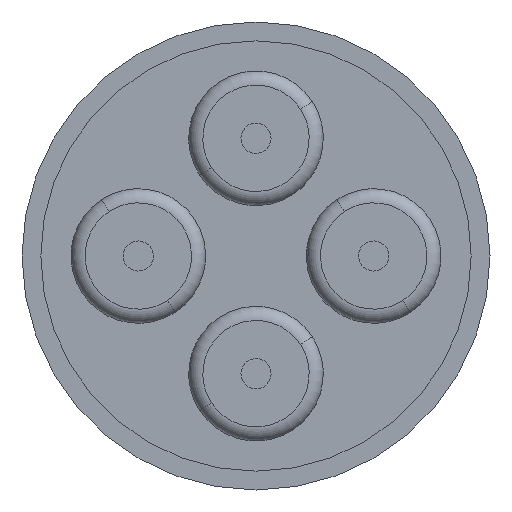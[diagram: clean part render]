
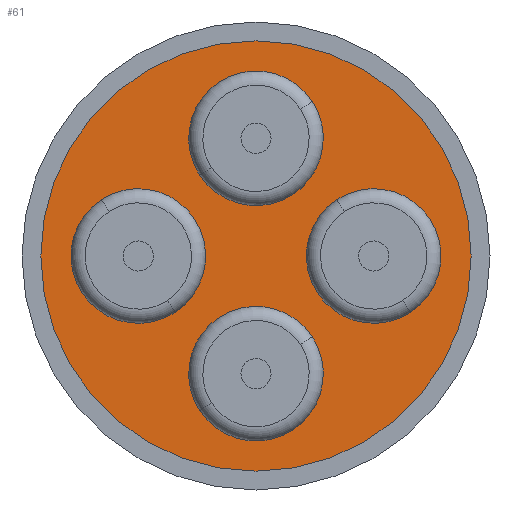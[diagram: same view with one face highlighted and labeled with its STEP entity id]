
A CAD part, front view. The second image highlights one B-rep face of the part: STEP entity #61.
In plain terms, the highlighted planar face has unit normal (0, -1, 0).
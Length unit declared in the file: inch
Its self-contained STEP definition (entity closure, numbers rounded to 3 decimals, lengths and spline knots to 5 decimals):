
#61 = ADVANCED_FACE ( 'NONE', ( #3137, #3148, #3144, #3141, #3146 ), #122, .T. ) ;
#121 = DIRECTION ( 'NONE',  ( 0., -1., 0. ) ) ;
#122 = PLANE ( 'NONE',  #1645 ) ;
#126 = DIRECTION ( 'NONE',  ( 1., 0., 0. ) ) ;
#369 = CARTESIAN_POINT ( 'NONE',  ( 0., -0.035, 0. ) ) ;
#430 = AXIS2_PLACEMENT_3D ( 'NONE', #2117, #2116, #2115 ) ;
#482 = AXIS2_PLACEMENT_3D ( 'NONE', #898, #899, #900 ) ;
#483 = AXIS2_PLACEMENT_3D ( 'NONE', #895, #896, #897 ) ;
#496 = AXIS2_PLACEMENT_3D ( 'NONE', #1891, #1892, #1893 ) ;
#510 = AXIS2_PLACEMENT_3D ( 'NONE', #885, #886, #887 ) ;
#517 = AXIS2_PLACEMENT_3D ( 'NONE', #1872, #1873, #1874 ) ;
#529 = AXIS2_PLACEMENT_3D ( 'NONE', #1552, #1553, #1554 ) ;
#530 = AXIS2_PLACEMENT_3D ( 'NONE', #1548, #1549, #1550 ) ;
#561 = AXIS2_PLACEMENT_3D ( 'NONE', #748, #749, #750 ) ;
#592 = AXIS2_PLACEMENT_3D ( 'NONE', #728, #729, #730 ) ;
#728 = CARTESIAN_POINT ( 'NONE',  ( 0., -0.035, -0.125 ) ) ;
#729 = DIRECTION ( 'NONE',  ( 0., -1., 0. ) ) ;
#730 = DIRECTION ( 'NONE',  ( 0., 0., -1. ) ) ;
#748 = CARTESIAN_POINT ( 'NONE',  ( 0.125, -0.035, 0. ) ) ;
#749 = DIRECTION ( 'NONE',  ( 0., -1., 0. ) ) ;
#750 = DIRECTION ( 'NONE',  ( 0., 0., -1. ) ) ;
#885 = CARTESIAN_POINT ( 'NONE',  ( -0.125, -0.035, 0. ) ) ;
#886 = DIRECTION ( 'NONE',  ( 0., -1., 0. ) ) ;
#887 = DIRECTION ( 'NONE',  ( 0., 0., -1. ) ) ;
#895 = CARTESIAN_POINT ( 'NONE',  ( 0., -0.035, 0.125 ) ) ;
#896 = DIRECTION ( 'NONE',  ( 0., -1., 0. ) ) ;
#897 = DIRECTION ( 'NONE',  ( 0., 0., -1. ) ) ;
#898 = CARTESIAN_POINT ( 'NONE',  ( -0.125, -0.035, 0. ) ) ;
#899 = DIRECTION ( 'NONE',  ( 0., -1., 0. ) ) ;
#900 = DIRECTION ( 'NONE',  ( 0., 0., -1. ) ) ;
#948 = EDGE_CURVE ( 'NONE', #2785, #2736, #1209, .T. ) ;
#982 = EDGE_CURVE ( 'NONE', #2736, #2785, #1251, .T. ) ;
#991 = EDGE_CURVE ( 'NONE', #2841, #2722, #1261, .T. ) ;
#1056 = CIRCLE ( 'NONE', #482, 0.058 ) ;
#1065 = CIRCLE ( 'NONE', #510, 0.058 ) ;
#1080 = CIRCLE ( 'NONE', #483, 0.058 ) ;
#1128 = CIRCLE ( 'NONE', #529, 0.2285 ) ;
#1178 = CIRCLE ( 'NONE', #530, 0.058 ) ;
#1209 = CIRCLE ( 'NONE', #430, 0.058 ) ;
#1251 = CIRCLE ( 'NONE', #592, 0.058 ) ;
#1261 = CIRCLE ( 'NONE', #561, 0.058 ) ;
#1364 = CIRCLE ( 'NONE', #517, 0.058 ) ;
#1548 = CARTESIAN_POINT ( 'NONE',  ( 0.125, -0.035, 0. ) ) ;
#1549 = DIRECTION ( 'NONE',  ( 0., -1., 0. ) ) ;
#1550 = DIRECTION ( 'NONE',  ( 0., 0., -1. ) ) ;
#1552 = CARTESIAN_POINT ( 'NONE',  ( 0., -0.035, 0. ) ) ;
#1553 = DIRECTION ( 'NONE',  ( 0., -1., 0. ) ) ;
#1554 = DIRECTION ( 'NONE',  ( 0., 0., -1. ) ) ;
#1632 = EDGE_CURVE ( 'NONE', #2725, #2712, #1065, .T. ) ;
#1639 = EDGE_CURVE ( 'NONE', #2799, #2803, #1080, .T. ) ;
#1640 = EDGE_CURVE ( 'NONE', #2712, #2725, #1056, .T. ) ;
#1645 = AXIS2_PLACEMENT_3D ( 'NONE', #369, #121, #126 ) ;
#1765 = EDGE_CURVE ( 'NONE', #2722, #2841, #1178, .T. ) ;
#1766 = EDGE_CURVE ( 'NONE', #2853, #2767, #1128, .T. ) ;
#1809 = EDGE_CURVE ( 'NONE', #2803, #2799, #1364, .T. ) ;
#1823 = EDGE_CURVE ( 'NONE', #2767, #2853, #3217, .T. ) ;
#1872 = CARTESIAN_POINT ( 'NONE',  ( 0., -0.035, 0.125 ) ) ;
#1873 = DIRECTION ( 'NONE',  ( 0., -1., 0. ) ) ;
#1874 = DIRECTION ( 'NONE',  ( 0., 0., -1. ) ) ;
#1891 = CARTESIAN_POINT ( 'NONE',  ( 0., -0.035, 0. ) ) ;
#1892 = DIRECTION ( 'NONE',  ( 0., -1., 0. ) ) ;
#1893 = DIRECTION ( 'NONE',  ( 0., 0., -1. ) ) ;
#1937 = CARTESIAN_POINT ( 'NONE',  ( -0.13725, -0.035, -0.05669 ) ) ;
#1945 = CARTESIAN_POINT ( 'NONE',  ( 0.13725, -0.035, 0.05669 ) ) ;
#1948 = CARTESIAN_POINT ( 'NONE',  ( -0.11275, -0.035, 0.05669 ) ) ;
#1959 = CARTESIAN_POINT ( 'NONE',  ( -0.05669, -0.035, -0.11275 ) ) ;
#1990 = CARTESIAN_POINT ( 'NONE',  ( 0., -0.035, 0.2285 ) ) ;
#2008 = CARTESIAN_POINT ( 'NONE',  ( 0.05669, -0.035, -0.13725 ) ) ;
#2022 = CARTESIAN_POINT ( 'NONE',  ( 0.05669, -0.035, 0.11275 ) ) ;
#2026 = CARTESIAN_POINT ( 'NONE',  ( -0.05669, -0.035, 0.13725 ) ) ;
#2064 = CARTESIAN_POINT ( 'NONE',  ( 0.11275, -0.035, -0.05669 ) ) ;
#2076 = CARTESIAN_POINT ( 'NONE',  ( 0., -0.035, -0.2285 ) ) ;
#2115 = DIRECTION ( 'NONE',  ( 0., 0., -1. ) ) ;
#2116 = DIRECTION ( 'NONE',  ( 0., -1., 0. ) ) ;
#2117 = CARTESIAN_POINT ( 'NONE',  ( 0., -0.035, -0.125 ) ) ;
#2456 = EDGE_LOOP ( 'NONE', ( #2980, #2974 ) ) ;
#2472 = EDGE_LOOP ( 'NONE', ( #2987, #2955 ) ) ;
#2495 = EDGE_LOOP ( 'NONE', ( #2951, #2975 ) ) ;
#2536 = EDGE_LOOP ( 'NONE', ( #2950, #2968 ) ) ;
#2553 = EDGE_LOOP ( 'NONE', ( #2957, #2946 ) ) ;
#2712 = VERTEX_POINT ( 'NONE', #1937 ) ;
#2722 = VERTEX_POINT ( 'NONE', #1945 ) ;
#2725 = VERTEX_POINT ( 'NONE', #1948 ) ;
#2736 = VERTEX_POINT ( 'NONE', #1959 ) ;
#2767 = VERTEX_POINT ( 'NONE', #1990 ) ;
#2785 = VERTEX_POINT ( 'NONE', #2008 ) ;
#2799 = VERTEX_POINT ( 'NONE', #2022 ) ;
#2803 = VERTEX_POINT ( 'NONE', #2026 ) ;
#2841 = VERTEX_POINT ( 'NONE', #2064 ) ;
#2853 = VERTEX_POINT ( 'NONE', #2076 ) ;
#2946 = ORIENTED_EDGE ( 'NONE', *, *, #982, .F. ) ;
#2950 = ORIENTED_EDGE ( 'NONE', *, *, #1765, .F. ) ;
#2951 = ORIENTED_EDGE ( 'NONE', *, *, #1823, .T. ) ;
#2955 = ORIENTED_EDGE ( 'NONE', *, *, #1632, .F. ) ;
#2957 = ORIENTED_EDGE ( 'NONE', *, *, #948, .F. ) ;
#2968 = ORIENTED_EDGE ( 'NONE', *, *, #991, .F. ) ;
#2974 = ORIENTED_EDGE ( 'NONE', *, *, #1639, .F. ) ;
#2975 = ORIENTED_EDGE ( 'NONE', *, *, #1766, .T. ) ;
#2980 = ORIENTED_EDGE ( 'NONE', *, *, #1809, .F. ) ;
#2987 = ORIENTED_EDGE ( 'NONE', *, *, #1640, .F. ) ;
#3137 = FACE_BOUND ( 'NONE', #2456, .T. ) ;
#3141 = FACE_BOUND ( 'NONE', #2536, .T. ) ;
#3144 = FACE_OUTER_BOUND ( 'NONE', #2495, .T. ) ;
#3146 = FACE_BOUND ( 'NONE', #2553, .T. ) ;
#3148 = FACE_BOUND ( 'NONE', #2472, .T. ) ;
#3217 = CIRCLE ( 'NONE', #496, 0.2285 ) ;
